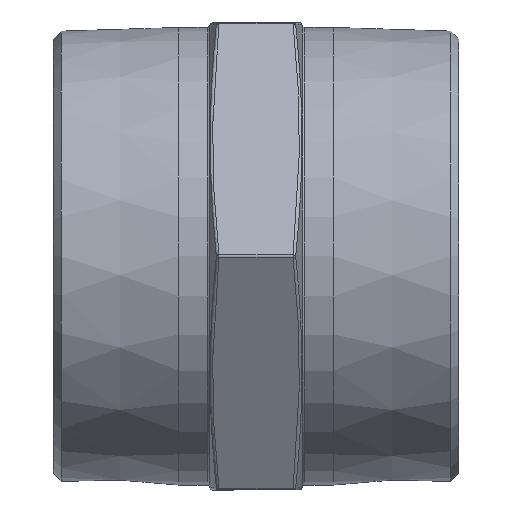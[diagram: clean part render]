
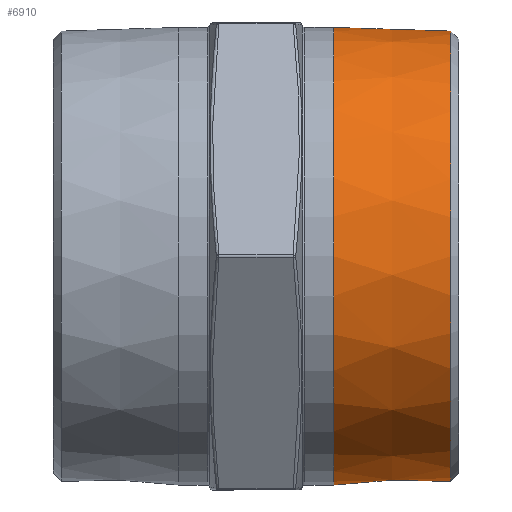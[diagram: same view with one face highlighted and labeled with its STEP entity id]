
A CAD part, front view. The second image highlights one B-rep face of the part: STEP entity #6910.
In plain terms, the highlighted conical face has half-angle 1.79 degrees and reference radius 43.296 mm.
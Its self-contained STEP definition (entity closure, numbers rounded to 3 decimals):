
#704 = AXIS2_PLACEMENT_3D ( 'NONE', #9688, #9689, #9690 ) ;
#730 = EDGE_LOOP ( 'NONE', ( #7053 ) ) ;
#735 = EDGE_LOOP ( 'NONE', ( #6987 ) ) ;
#1515 = AXIS2_PLACEMENT_3D ( 'NONE', #13743, #13744, #13745 ) ;
#2962 = VERTEX_POINT ( 'NONE', #6411 ) ;
#2967 = VERTEX_POINT ( 'NONE', #6416 ) ;
#5151 = AXIS2_PLACEMENT_3D ( 'NONE', #11846, #11566, #11585 ) ;
#5224 = EDGE_CURVE ( 'NONE', #2962, #2962, #12454, .T. ) ;
#5490 = EDGE_CURVE ( 'NONE', #2967, #2967, #6569, .T. ) ;
#6411 = CARTESIAN_POINT ( 'NONE',  ( 37.472, 0., -43.344 ) ) ;
#6416 = CARTESIAN_POINT ( 'NONE',  ( 14.946, 0., 44.048 ) ) ;
#6569 = CIRCLE ( 'NONE', #704, 44.048 ) ;
#6838 = FACE_BOUND ( 'NONE', #730, .T. ) ;
#6839 = FACE_OUTER_BOUND ( 'NONE', #735, .T. ) ;
#6840 = CONICAL_SURFACE ( 'NONE', #1515, 43.296, 0.031 ) ;
#6910 = ADVANCED_FACE ( 'NONE', ( #6838, #6839 ), #6840, .T. ) ;
#6987 = ORIENTED_EDGE ( 'NONE', *, *, #5490, .F. ) ;
#7053 = ORIENTED_EDGE ( 'NONE', *, *, #5224, .T. ) ;
#9688 = CARTESIAN_POINT ( 'NONE',  ( 14.946, 0., 0. ) ) ;
#9689 = DIRECTION ( 'NONE',  ( -1., 0., 0. ) ) ;
#9690 = DIRECTION ( 'NONE',  ( 0., 0., 1. ) ) ;
#11566 = DIRECTION ( 'NONE',  ( -1., 0., 0. ) ) ;
#11585 = DIRECTION ( 'NONE',  ( 0., 0., -1. ) ) ;
#11846 = CARTESIAN_POINT ( 'NONE',  ( 37.472, 0., 0. ) ) ;
#12454 = CIRCLE ( 'NONE', #5151, 43.344 ) ;
#13743 = CARTESIAN_POINT ( 'NONE',  ( 39., 0., 0. ) ) ;
#13744 = DIRECTION ( 'NONE',  ( -1., 0., 0. ) ) ;
#13745 = DIRECTION ( 'NONE',  ( 0., 0., 1. ) ) ;
